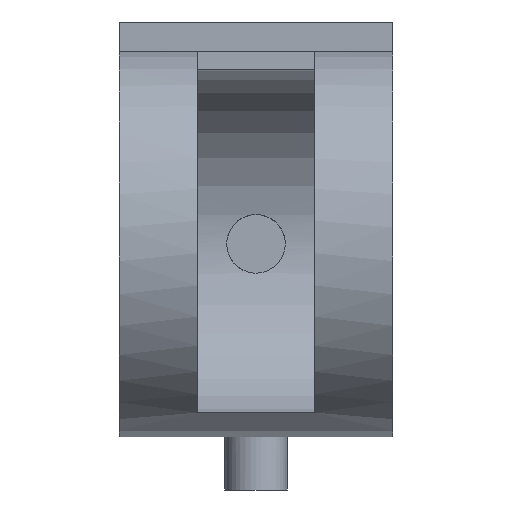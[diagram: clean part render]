
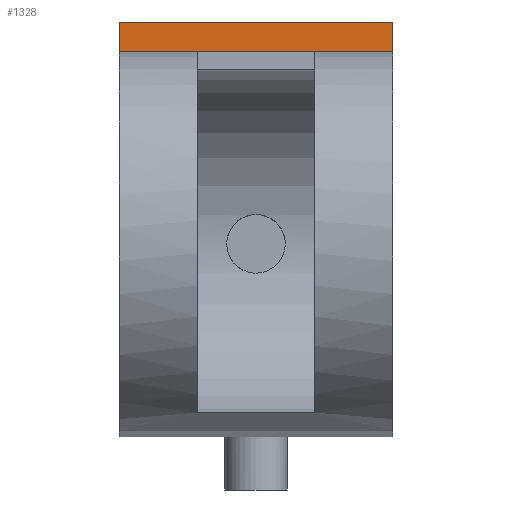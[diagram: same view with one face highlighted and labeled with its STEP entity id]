
A CAD part, front view. The second image highlights one B-rep face of the part: STEP entity #1328.
In plain terms, the highlighted planar face has unit normal (0, -1, 0).
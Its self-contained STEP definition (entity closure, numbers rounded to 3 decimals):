
#106 = DIRECTION ( 'NONE',  ( 0., 0., -1. ) ) ;
#230 = LINE ( 'NONE', #1187, #2790 ) ;
#350 = EDGE_CURVE ( 'NONE', #2111, #3048, #1293, .T. ) ;
#354 = VECTOR ( 'NONE', #934, 1000. ) ;
#358 = DIRECTION ( 'NONE',  ( 0., 0., 1. ) ) ;
#392 = EDGE_CURVE ( 'NONE', #2706, #2111, #1076, .T. ) ;
#593 = PLANE ( 'NONE',  #867 ) ;
#639 = CARTESIAN_POINT ( 'NONE',  ( -70., -9., 113.59 ) ) ;
#804 = CARTESIAN_POINT ( 'NONE',  ( 70., -9., 113.59 ) ) ;
#867 = AXIS2_PLACEMENT_3D ( 'NONE', #1544, #2488, #358 ) ;
#928 = ORIENTED_EDGE ( 'NONE', *, *, #1785, .F. ) ;
#934 = DIRECTION ( 'NONE',  ( 0., 0., -1. ) ) ;
#1045 = EDGE_CURVE ( 'NONE', #2706, #1927, #2110, .T. ) ;
#1076 = LINE ( 'NONE', #2017, #1603 ) ;
#1187 = CARTESIAN_POINT ( 'NONE',  ( 70., -9., 98.59 ) ) ;
#1293 = LINE ( 'NONE', #2236, #1741 ) ;
#1328 = ADVANCED_FACE ( 'NONE', ( #2715 ), #593, .F. ) ;
#1494 = EDGE_LOOP ( 'NONE', ( #2307, #928, #1912, #3044 ) ) ;
#1544 = CARTESIAN_POINT ( 'NONE',  ( 70., -9., 113.59 ) ) ;
#1603 = VECTOR ( 'NONE', #2954, 1000. ) ;
#1701 = CARTESIAN_POINT ( 'NONE',  ( 70., -9., 98.59 ) ) ;
#1741 = VECTOR ( 'NONE', #106, 1000. ) ;
#1785 = EDGE_CURVE ( 'NONE', #1927, #3048, #230, .T. ) ;
#1912 = ORIENTED_EDGE ( 'NONE', *, *, #1045, .F. ) ;
#1924 = CARTESIAN_POINT ( 'NONE',  ( -70., -9., 98.59 ) ) ;
#1927 = VERTEX_POINT ( 'NONE', #1701 ) ;
#2017 = CARTESIAN_POINT ( 'NONE',  ( 70., -9., 113.59 ) ) ;
#2110 = LINE ( 'NONE', #3043, #354 ) ;
#2111 = VERTEX_POINT ( 'NONE', #639 ) ;
#2128 = DIRECTION ( 'NONE',  ( -1., 0., 0. ) ) ;
#2236 = CARTESIAN_POINT ( 'NONE',  ( -70., -9., 113.59 ) ) ;
#2307 = ORIENTED_EDGE ( 'NONE', *, *, #350, .T. ) ;
#2488 = DIRECTION ( 'NONE',  ( 0., 1., 0. ) ) ;
#2706 = VERTEX_POINT ( 'NONE', #804 ) ;
#2715 = FACE_OUTER_BOUND ( 'NONE', #1494, .T. ) ;
#2790 = VECTOR ( 'NONE', #2128, 1000. ) ;
#2954 = DIRECTION ( 'NONE',  ( -1., 0., 0. ) ) ;
#3043 = CARTESIAN_POINT ( 'NONE',  ( 70., -9., 113.59 ) ) ;
#3044 = ORIENTED_EDGE ( 'NONE', *, *, #392, .T. ) ;
#3048 = VERTEX_POINT ( 'NONE', #1924 ) ;
